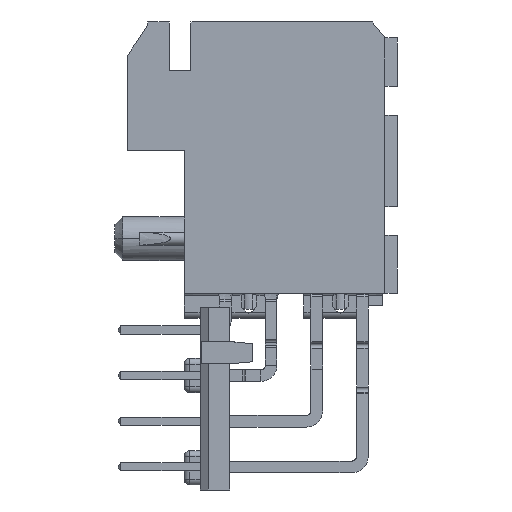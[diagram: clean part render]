
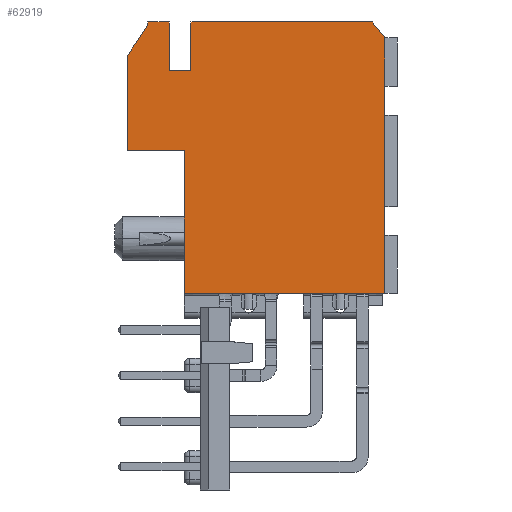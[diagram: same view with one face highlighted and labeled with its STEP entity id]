
A CAD part, left-side view. The second image highlights one B-rep face of the part: STEP entity #62919.
In plain terms, the highlighted planar face has unit normal (-1, 0, 0).
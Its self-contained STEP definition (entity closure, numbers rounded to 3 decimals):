
#7194=DIRECTION('',(0.,1.,0.));
#7195=VECTOR('',#7194,7.95);
#7196=CARTESIAN_POINT('',(42.025,-8.25,0.));
#7197=LINE('50313',#7196,#7195);
#7201=DIRECTION('',(0.,0.618,0.786));
#7202=VECTOR('',#7201,0.89);
#7203=CARTESIAN_POINT('',(42.025,-8.8,-0.7));
#7204=LINE('50586',#7203,#7202);
#7208=DIRECTION('',(0.,-1.,0.));
#7209=VECTOR('',#7208,8.8);
#7210=CARTESIAN_POINT('',(42.025,0.,-11.9));
#7211=LINE('50531',#7210,#7209);
#7215=DIRECTION('',(0.,0.,-1.));
#7216=VECTOR('',#7215,6.26);
#7217=CARTESIAN_POINT('',(42.025,0.,-5.64));
#7218=LINE('50368',#7217,#7216);
#7222=DIRECTION('',(0.,-1.,0.));
#7223=VECTOR('',#7222,2.5);
#7224=CARTESIAN_POINT('',(42.025,2.5,-5.64));
#7225=LINE('53953',#7224,#7223);
#7229=DIRECTION('',(0.,0.555,-0.832));
#7230=VECTOR('',#7229,1.622);
#7231=CARTESIAN_POINT('',(42.025,1.6,-0.15));
#7232=LINE('53948',#7231,#7230);
#7236=DIRECTION('',(0.,0.,-1.));
#7237=VECTOR('',#7236,0.15);
#7238=CARTESIAN_POINT('',(42.025,1.6,0.));
#7239=LINE('53945',#7238,#7237);
#7243=DIRECTION('',(0.,1.,0.));
#7244=VECTOR('',#7243,0.95);
#7245=CARTESIAN_POINT('',(42.025,-0.3,-2.13));
#7246=LINE('53942',#7245,#7244);
#7250=DIRECTION('',(0.,0.,-1.));
#7251=VECTOR('',#7250,2.13);
#7252=CARTESIAN_POINT('',(42.025,-0.3,0.));
#7253=LINE('50340',#7252,#7251);
#7404=DIRECTION('',(0.,0.,-1.));
#7405=VECTOR('',#7404,11.2);
#7406=CARTESIAN_POINT('',(42.025,-8.8,-0.7));
#7407=LINE('50572',#7406,#7405);
#27659=DIRECTION('',(0.,0.,-1.));
#27660=VECTOR('',#27659,2.13);
#27661=CARTESIAN_POINT('',(42.025,0.65,0.));
#27662=LINE('53939',#27661,#27660);
#27666=DIRECTION('',(0.,-1.,0.));
#27667=VECTOR('',#27666,0.95);
#27668=CARTESIAN_POINT('',(42.025,1.6,0.));
#27669=LINE('53935',#27668,#27667);
#27687=DIRECTION('',(0.,0.,1.));
#27688=VECTOR('',#27687,4.14);
#27689=CARTESIAN_POINT('',(42.025,2.5,-5.64));
#27690=LINE('53950',#27689,#27688);
#48881=CARTESIAN_POINT('',(42.025,-8.25,0.));
#48883=VERTEX_POINT('',#48881);
#48886=CARTESIAN_POINT('',(42.025,-0.3,0.));
#48887=VERTEX_POINT('',#48886);
#48938=CARTESIAN_POINT('',(42.025,-0.3,-2.13));
#48939=VERTEX_POINT('',#48938);
#48994=CARTESIAN_POINT('',(42.025,0.,-11.9));
#48995=VERTEX_POINT('',#48994);
#48996=CARTESIAN_POINT('',(42.025,0.,-5.64));
#48997=VERTEX_POINT('',#48996);
#49078=CARTESIAN_POINT('',(42.025,-8.8,-11.9));
#49079=VERTEX_POINT('',#49078);
#49154=CARTESIAN_POINT('',(42.025,-8.8,-0.7));
#49155=VERTEX_POINT('',#49154);
#49242=CARTESIAN_POINT('',(42.025,1.6,0.));
#49243=CARTESIAN_POINT('',(42.025,0.65,0.));
#49244=VERTEX_POINT('',#49242);
#49245=VERTEX_POINT('',#49243);
#49250=CARTESIAN_POINT('',(42.025,0.65,-2.13));
#49251=VERTEX_POINT('',#49250);
#49254=CARTESIAN_POINT('',(42.025,1.6,-0.15));
#49256=VERTEX_POINT('',#49254);
#49258=CARTESIAN_POINT('',(42.025,2.5,-1.5));
#49260=VERTEX_POINT('',#49258);
#49262=CARTESIAN_POINT('',(42.025,2.5,-5.64));
#49263=VERTEX_POINT('',#49262);
#62889=CARTESIAN_POINT('',(42.025,-3.15,-5.95));
#62890=DIRECTION('',(1.,0.,0.));
#62891=DIRECTION('',(0.,0.,-1.));
#62892=AXIS2_PLACEMENT_3D('',#62889,#62890,#62891);
#62893=PLANE('66643',#62892);
#62894=ORIENTED_EDGE('50313',*,*,#56183,.F.);
#62895=ORIENTED_EDGE('50586',*,*,#62649,.F.);
#62897=ORIENTED_EDGE('50572',*,*,#62896,.T.);
#62899=ORIENTED_EDGE('50531',*,*,#62898,.F.);
#62901=ORIENTED_EDGE('50368',*,*,#62900,.F.);
#62903=ORIENTED_EDGE('53953',*,*,#62902,.F.);
#62905=ORIENTED_EDGE('53950',*,*,#62904,.T.);
#62907=ORIENTED_EDGE('53948',*,*,#62906,.F.);
#62909=ORIENTED_EDGE('53945',*,*,#62908,.F.);
#62911=ORIENTED_EDGE('53935',*,*,#62910,.T.);
#62913=ORIENTED_EDGE('53939',*,*,#62912,.T.);
#62915=ORIENTED_EDGE('53942',*,*,#62914,.F.);
#62916=ORIENTED_EDGE('50340',*,*,#62693,.F.);
#62917=EDGE_LOOP('66643',(#62894,#62895,#62897,#62899,#62901,#62903,#62905,
#62907,#62909,#62911,#62913,#62915,#62916));
#62918=FACE_OUTER_BOUND('66643',#62917,.F.);
#56183=EDGE_CURVE('50313',#48883,#48887,#7197,.T.);
#62649=EDGE_CURVE('50586',#49155,#48883,#7204,.T.);
#62693=EDGE_CURVE('50340',#48887,#48939,#7253,.T.);
#62896=EDGE_CURVE('50572',#49155,#49079,#7407,.T.);
#62898=EDGE_CURVE('50531',#48995,#49079,#7211,.T.);
#62900=EDGE_CURVE('50368',#48997,#48995,#7218,.T.);
#62902=EDGE_CURVE('53953',#49263,#48997,#7225,.T.);
#62904=EDGE_CURVE('53950',#49263,#49260,#27690,.T.);
#62906=EDGE_CURVE('53948',#49256,#49260,#7232,.T.);
#62908=EDGE_CURVE('53945',#49244,#49256,#7239,.T.);
#62910=EDGE_CURVE('53935',#49244,#49245,#27669,.T.);
#62912=EDGE_CURVE('53939',#49245,#49251,#27662,.T.);
#62914=EDGE_CURVE('53942',#48939,#49251,#7246,.T.);
#62919=ADVANCED_FACE('66643',(#62918),#62893,.F.);
